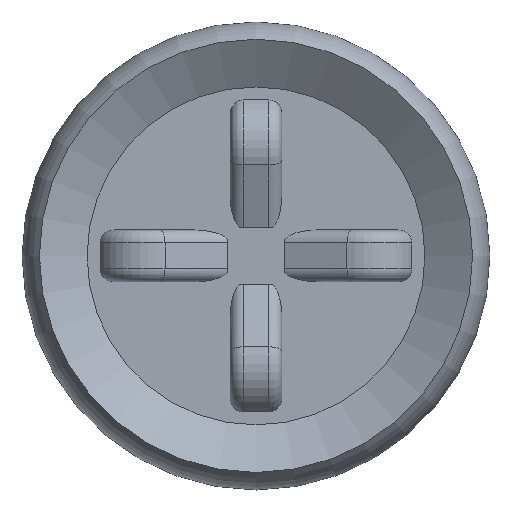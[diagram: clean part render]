
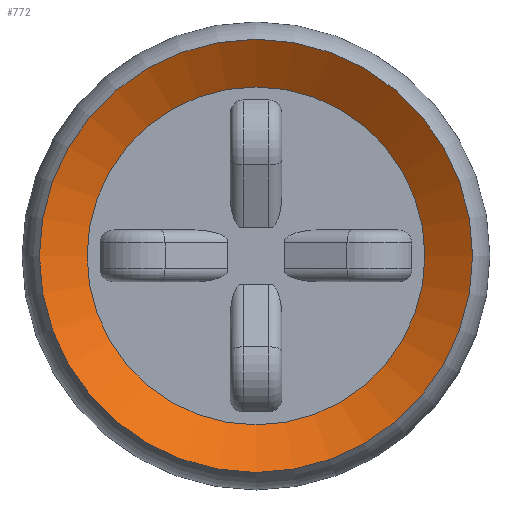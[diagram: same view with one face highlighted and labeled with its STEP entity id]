
A CAD part, top view. The second image highlights one B-rep face of the part: STEP entity #772.
In plain terms, the highlighted conical face has half-angle 56.789 degrees and reference radius 7.417 mm.
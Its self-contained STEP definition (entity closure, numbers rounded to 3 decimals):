
#21=CONICAL_SURFACE('',#874,7.417,0.991);
#99=FACE_OUTER_BOUND('',#147,.T.);
#147=EDGE_LOOP('',(#646,#647,#648,#649));
#189=CIRCLE('',#875,8.333);
#190=CIRCLE('',#876,6.5);
#236=LINE('',#1397,#291);
#291=VECTOR('',#1091,7.417);
#378=VERTEX_POINT('',#1394);
#379=VERTEX_POINT('',#1396);
#480=EDGE_CURVE('',#378,#378,#189,.T.);
#481=EDGE_CURVE('',#378,#379,#236,.T.);
#482=EDGE_CURVE('',#379,#379,#190,.T.);
#646=ORIENTED_EDGE('',*,*,#480,.T.);
#647=ORIENTED_EDGE('',*,*,#481,.T.);
#648=ORIENTED_EDGE('',*,*,#482,.T.);
#649=ORIENTED_EDGE('',*,*,#481,.F.);
#772=ADVANCED_FACE('',(#99),#21,.F.);
#874=AXIS2_PLACEMENT_3D('',#1393,#1087,#1088);
#875=AXIS2_PLACEMENT_3D('',#1395,#1089,#1090);
#876=AXIS2_PLACEMENT_3D('',#1398,#1092,#1093);
#1087=DIRECTION('center_axis',(0.,0.,1.));
#1088=DIRECTION('ref_axis',(1.,0.,0.));
#1089=DIRECTION('center_axis',(0.,0.,1.));
#1090=DIRECTION('ref_axis',(1.,0.,0.));
#1091=DIRECTION('',(0.837,0.,-0.548));
#1092=DIRECTION('center_axis',(0.,0.,-1.));
#1093=DIRECTION('ref_axis',(1.,0.,0.));
#1393=CARTESIAN_POINT('Origin',(50.,-25.,12.1));
#1394=CARTESIAN_POINT('',(41.667,-25.,12.7));
#1395=CARTESIAN_POINT('Origin',(50.,-25.,12.7));
#1396=CARTESIAN_POINT('',(43.5,-25.,11.5));
#1397=CARTESIAN_POINT('',(42.583,-25.,12.1));
#1398=CARTESIAN_POINT('Origin',(50.,-25.,11.5));
